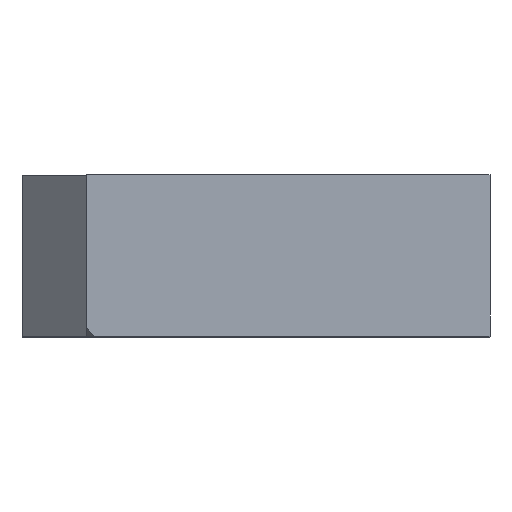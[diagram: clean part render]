
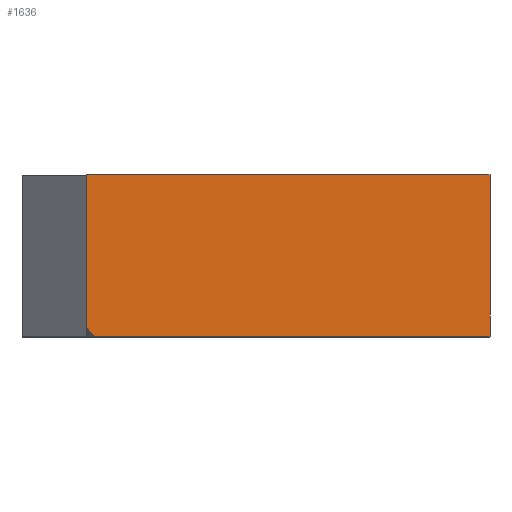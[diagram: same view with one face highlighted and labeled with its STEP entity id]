
A CAD part, top view. The second image highlights one B-rep face of the part: STEP entity #1636.
In plain terms, the highlighted planar face has unit normal (0, 0, 1).
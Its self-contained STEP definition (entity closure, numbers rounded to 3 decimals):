
#85 = CARTESIAN_POINT ( 'NONE',  ( -12.5, 10.5, 22.75 ) ) ;
#132 = VECTOR ( 'NONE', #697, 1000. ) ;
#136 = ORIENTED_EDGE ( 'NONE', *, *, #263, .F. ) ;
#206 = ORIENTED_EDGE ( 'NONE', *, *, #933, .T. ) ;
#247 = DIRECTION ( 'NONE',  ( -1., 0., 0. ) ) ;
#263 = EDGE_CURVE ( 'NONE', #1964, #947, #1774, .T. ) ;
#269 = CARTESIAN_POINT ( 'NONE',  ( -12.5, 10., 22.75 ) ) ;
#280 = EDGE_CURVE ( 'NONE', #332, #1684, #1259, .T. ) ;
#320 = CARTESIAN_POINT ( 'NONE',  ( -12.5, 10., 22.75 ) ) ;
#332 = VERTEX_POINT ( 'NONE', #2275 ) ;
#573 = LINE ( 'NONE', #1553, #1571 ) ;
#697 = DIRECTION ( 'NONE',  ( 0., 1., 0. ) ) ;
#709 = VECTOR ( 'NONE', #1660, 1000. ) ;
#771 = CARTESIAN_POINT ( 'NONE',  ( 12.5, 20., 22.75 ) ) ;
#800 = CARTESIAN_POINT ( 'NONE',  ( 12.5, 10., 22.75 ) ) ;
#813 = ORIENTED_EDGE ( 'NONE', *, *, #280, .T. ) ;
#837 = VECTOR ( 'NONE', #1942, 1000. ) ;
#918 = CARTESIAN_POINT ( 'NONE',  ( -12.5, 10., 22.75 ) ) ;
#933 = EDGE_CURVE ( 'NONE', #1684, #1438, #2443, .T. ) ;
#947 = VERTEX_POINT ( 'NONE', #1043 ) ;
#1043 = CARTESIAN_POINT ( 'NONE',  ( -12.5, 20., 22.75 ) ) ;
#1054 = CARTESIAN_POINT ( 'NONE',  ( 12.5, 10., 22.75 ) ) ;
#1069 = ORIENTED_EDGE ( 'NONE', *, *, #1381, .F. ) ;
#1164 = AXIS2_PLACEMENT_3D ( 'NONE', #269, #2192, #247 ) ;
#1259 = LINE ( 'NONE', #918, #709 ) ;
#1365 = CARTESIAN_POINT ( 'NONE',  ( -12.5, 20., 22.75 ) ) ;
#1381 = EDGE_CURVE ( 'NONE', #947, #1438, #1936, .T. ) ;
#1438 = VERTEX_POINT ( 'NONE', #771 ) ;
#1486 = PLANE ( 'NONE',  #1164 ) ;
#1553 = CARTESIAN_POINT ( 'NONE',  ( -12.25, 10.25, 22.75 ) ) ;
#1571 = VECTOR ( 'NONE', #1946, 1000. ) ;
#1594 = FACE_OUTER_BOUND ( 'NONE', #2327, .T. ) ;
#1613 = DIRECTION ( 'NONE',  ( 0., 1., 0. ) ) ;
#1636 = ADVANCED_FACE ( 'NONE', ( #1594 ), #1486, .F. ) ;
#1660 = DIRECTION ( 'NONE',  ( 1., 0., 0. ) ) ;
#1684 = VERTEX_POINT ( 'NONE', #800 ) ;
#1774 = LINE ( 'NONE', #320, #132 ) ;
#1936 = LINE ( 'NONE', #1365, #837 ) ;
#1942 = DIRECTION ( 'NONE',  ( 1., 0., 0. ) ) ;
#1946 = DIRECTION ( 'NONE',  ( 0.707, -0.707, 0. ) ) ;
#1964 = VERTEX_POINT ( 'NONE', #85 ) ;
#2141 = VECTOR ( 'NONE', #1613, 1000. ) ;
#2192 = DIRECTION ( 'NONE',  ( 0., 0., -1. ) ) ;
#2275 = CARTESIAN_POINT ( 'NONE',  ( -12., 10., 22.75 ) ) ;
#2327 = EDGE_LOOP ( 'NONE', ( #2521, #813, #206, #1069, #136 ) ) ;
#2331 = EDGE_CURVE ( 'NONE', #1964, #332, #573, .T. ) ;
#2443 = LINE ( 'NONE', #1054, #2141 ) ;
#2521 = ORIENTED_EDGE ( 'NONE', *, *, #2331, .T. ) ;
